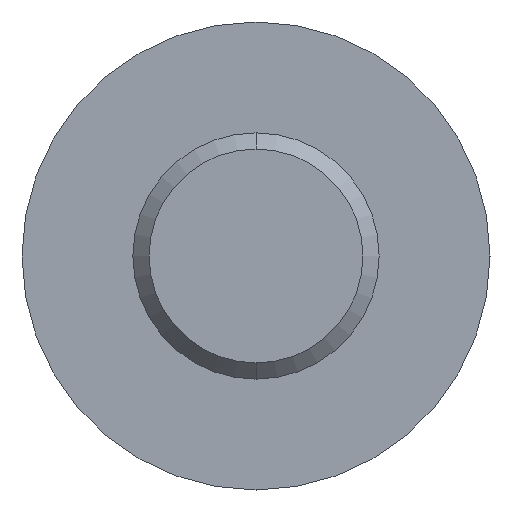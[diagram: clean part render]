
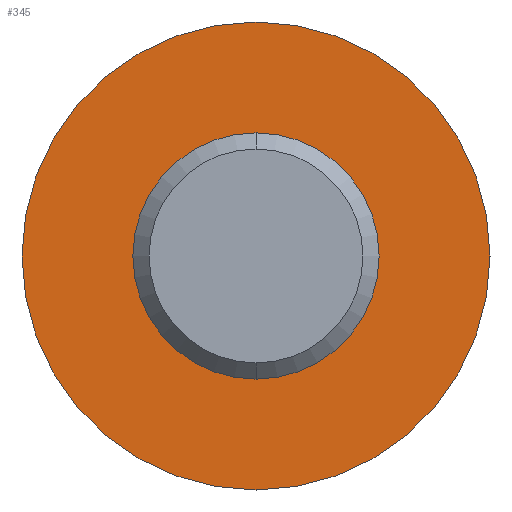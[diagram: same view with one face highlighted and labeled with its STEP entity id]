
A CAD part, front view. The second image highlights one B-rep face of the part: STEP entity #345.
In plain terms, the highlighted planar face has unit normal (0, -1, 0).
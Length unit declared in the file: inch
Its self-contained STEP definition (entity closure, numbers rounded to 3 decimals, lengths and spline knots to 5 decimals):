
#7 = EDGE_CURVE ( 'NONE', #357, #388, #10, .T. ) ;
#10 = CIRCLE ( 'NONE', #561, 0.1805 ) ;
#13 = CARTESIAN_POINT ( 'NONE',  ( 0., 0.5, 0.1805 ) ) ;
#31 = CIRCLE ( 'NONE', #455, 0.095 ) ;
#32 = EDGE_LOOP ( 'NONE', ( #331, #41 ) ) ;
#41 = ORIENTED_EDGE ( 'NONE', *, *, #153, .F. ) ;
#82 = DIRECTION ( 'NONE',  ( 0., -1., 0. ) ) ;
#120 = CARTESIAN_POINT ( 'NONE',  ( 0., 0.5, 0.095 ) ) ;
#125 = CARTESIAN_POINT ( 'NONE',  ( 0., 0.5, 0. ) ) ;
#133 = CIRCLE ( 'NONE', #359, 0.095 ) ;
#146 = DIRECTION ( 'NONE',  ( 0., 0., 1. ) ) ;
#151 = VERTEX_POINT ( 'NONE', #120 ) ;
#153 = EDGE_CURVE ( 'NONE', #151, #168, #31, .T. ) ;
#168 = VERTEX_POINT ( 'NONE', #218 ) ;
#182 = DIRECTION ( 'NONE',  ( 0., 0., -1. ) ) ;
#188 = CARTESIAN_POINT ( 'NONE',  ( 0., 0.5, 0. ) ) ;
#218 = CARTESIAN_POINT ( 'NONE',  ( 0., 0.5, -0.095 ) ) ;
#235 = EDGE_CURVE ( 'NONE', #388, #357, #418, .T. ) ;
#236 = DIRECTION ( 'NONE',  ( 0., -1., 0. ) ) ;
#237 = PLANE ( 'NONE',  #563 ) ;
#240 = CARTESIAN_POINT ( 'NONE',  ( -0.1805, 0.5, 0. ) ) ;
#241 = EDGE_CURVE ( 'NONE', #168, #151, #133, .T. ) ;
#281 = DIRECTION ( 'NONE',  ( 0., 0., -1. ) ) ;
#316 = AXIS2_PLACEMENT_3D ( 'NONE', #397, #236, #399 ) ;
#321 = DIRECTION ( 'NONE',  ( 0., 1., 0. ) ) ;
#331 = ORIENTED_EDGE ( 'NONE', *, *, #241, .F. ) ;
#340 = FACE_BOUND ( 'NONE', #32, .T. ) ;
#341 = ORIENTED_EDGE ( 'NONE', *, *, #7, .T. ) ;
#345 = ADVANCED_FACE ( 'NONE', ( #340, #552 ), #237, .F. ) ;
#357 = VERTEX_POINT ( 'NONE', #13 ) ;
#359 = AXIS2_PLACEMENT_3D ( 'NONE', #188, #526, #281 ) ;
#372 = EDGE_LOOP ( 'NONE', ( #377, #341 ) ) ;
#377 = ORIENTED_EDGE ( 'NONE', *, *, #235, .T. ) ;
#388 = VERTEX_POINT ( 'NONE', #452 ) ;
#397 = CARTESIAN_POINT ( 'NONE',  ( 0., 0.5, 0. ) ) ;
#399 = DIRECTION ( 'NONE',  ( 0., 0., -1. ) ) ;
#418 = CIRCLE ( 'NONE', #316, 0.1805 ) ;
#427 = DIRECTION ( 'NONE',  ( 0., -1., 0. ) ) ;
#452 = CARTESIAN_POINT ( 'NONE',  ( 0., 0.5, -0.1805 ) ) ;
#455 = AXIS2_PLACEMENT_3D ( 'NONE', #125, #82, #182 ) ;
#511 = DIRECTION ( 'NONE',  ( 0., 0., -1. ) ) ;
#526 = DIRECTION ( 'NONE',  ( 0., -1., 0. ) ) ;
#552 = FACE_OUTER_BOUND ( 'NONE', #372, .T. ) ;
#557 = CARTESIAN_POINT ( 'NONE',  ( 0., 0.5, 0. ) ) ;
#561 = AXIS2_PLACEMENT_3D ( 'NONE', #557, #427, #511 ) ;
#563 = AXIS2_PLACEMENT_3D ( 'NONE', #240, #321, #146 ) ;
